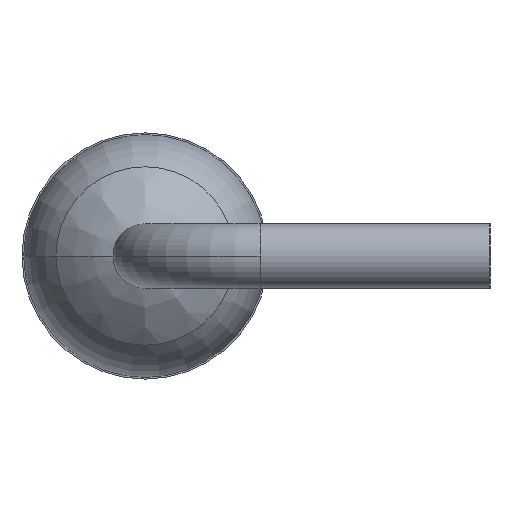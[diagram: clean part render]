
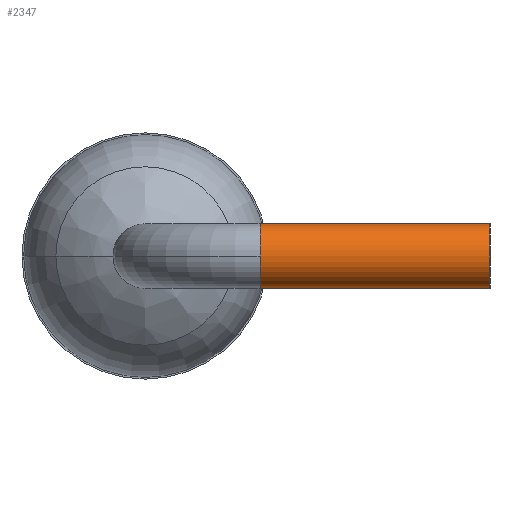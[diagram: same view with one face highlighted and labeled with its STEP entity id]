
A CAD part, left-side view. The second image highlights one B-rep face of the part: STEP entity #2347.
In plain terms, the highlighted cylindrical face has radius 0.28 mm (diameter 0.56 mm), a partial arc.
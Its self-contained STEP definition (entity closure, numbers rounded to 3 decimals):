
#24 = AXIS2_PLACEMENT_3D ( 'NONE', #1927, #1010, #471 ) ;
#36 = CARTESIAN_POINT ( 'NONE',  ( -4.955, -1., 0. ) ) ;
#44 = DIRECTION ( 'NONE',  ( 0., -1., 0. ) ) ;
#127 = DIRECTION ( 'NONE',  ( 0., -1., 0. ) ) ;
#212 = VECTOR ( 'NONE', #1150, 1000. ) ;
#245 = AXIS2_PLACEMENT_3D ( 'NONE', #1689, #44, #770 ) ;
#275 = CARTESIAN_POINT ( 'NONE',  ( -4.675, -1., 0. ) ) ;
#429 = LINE ( 'NONE', #579, #212 ) ;
#436 = ORIENTED_EDGE ( 'NONE', *, *, #1792, .F. ) ;
#448 = FACE_OUTER_BOUND ( 'NONE', #683, .T. ) ;
#471 = DIRECTION ( 'NONE',  ( 1., 0., 0. ) ) ;
#508 = CIRCLE ( 'NONE', #245, 0.28 ) ;
#571 = CARTESIAN_POINT ( 'NONE',  ( -4.675, -1., 0.28 ) ) ;
#579 = CARTESIAN_POINT ( 'NONE',  ( -4.675, -1., -0.28 ) ) ;
#608 = VERTEX_POINT ( 'NONE', #2132 ) ;
#683 = EDGE_LOOP ( 'NONE', ( #909, #1074, #1154, #881, #436 ) ) ;
#738 = DIRECTION ( 'NONE',  ( 0., -1., 0. ) ) ;
#770 = DIRECTION ( 'NONE',  ( 1., 0., 0. ) ) ;
#789 = CARTESIAN_POINT ( 'NONE',  ( -4.675, -1., 0.28 ) ) ;
#834 = DIRECTION ( 'NONE',  ( 1., 0., 0. ) ) ;
#881 = ORIENTED_EDGE ( 'NONE', *, *, #1518, .T. ) ;
#909 = ORIENTED_EDGE ( 'NONE', *, *, #1213, .F. ) ;
#921 = EDGE_CURVE ( 'NONE', #1149, #608, #1773, .T. ) ;
#938 = EDGE_CURVE ( 'NONE', #1431, #1149, #1555, .T. ) ;
#1010 = DIRECTION ( 'NONE',  ( 0., -1., 0. ) ) ;
#1074 = ORIENTED_EDGE ( 'NONE', *, *, #938, .T. ) ;
#1149 = VERTEX_POINT ( 'NONE', #36 ) ;
#1150 = DIRECTION ( 'NONE',  ( 0., -1., 0. ) ) ;
#1154 = ORIENTED_EDGE ( 'NONE', *, *, #921, .T. ) ;
#1201 = DIRECTION ( 'NONE',  ( 0., -1., 0. ) ) ;
#1208 = VECTOR ( 'NONE', #738, 1000. ) ;
#1213 = EDGE_CURVE ( 'NONE', #1431, #1748, #2010, .T. ) ;
#1289 = AXIS2_PLACEMENT_3D ( 'NONE', #275, #127, #834 ) ;
#1394 = DIRECTION ( 'NONE',  ( 0., 0., -1. ) ) ;
#1431 = VERTEX_POINT ( 'NONE', #789 ) ;
#1500 = CARTESIAN_POINT ( 'NONE',  ( -4.675, -3., 0.28 ) ) ;
#1518 = EDGE_CURVE ( 'NONE', #608, #2142, #429, .T. ) ;
#1542 = CARTESIAN_POINT ( 'NONE',  ( -4.675, -3., -0.28 ) ) ;
#1555 = CIRCLE ( 'NONE', #24, 0.28 ) ;
#1567 = CARTESIAN_POINT ( 'NONE',  ( -4.675, -1., 0. ) ) ;
#1689 = CARTESIAN_POINT ( 'NONE',  ( -4.675, -3., 0. ) ) ;
#1748 = VERTEX_POINT ( 'NONE', #1500 ) ;
#1773 = CIRCLE ( 'NONE', #1289, 0.28 ) ;
#1792 = EDGE_CURVE ( 'NONE', #1748, #2142, #508, .T. ) ;
#1800 = AXIS2_PLACEMENT_3D ( 'NONE', #1567, #1201, #1394 ) ;
#1885 = CYLINDRICAL_SURFACE ( 'NONE', #1800, 0.28 ) ;
#1927 = CARTESIAN_POINT ( 'NONE',  ( -4.675, -1., 0. ) ) ;
#2010 = LINE ( 'NONE', #571, #1208 ) ;
#2132 = CARTESIAN_POINT ( 'NONE',  ( -4.675, -1., -0.28 ) ) ;
#2142 = VERTEX_POINT ( 'NONE', #1542 ) ;
#2347 = ADVANCED_FACE ( 'NONE', ( #448 ), #1885, .T. ) ;
